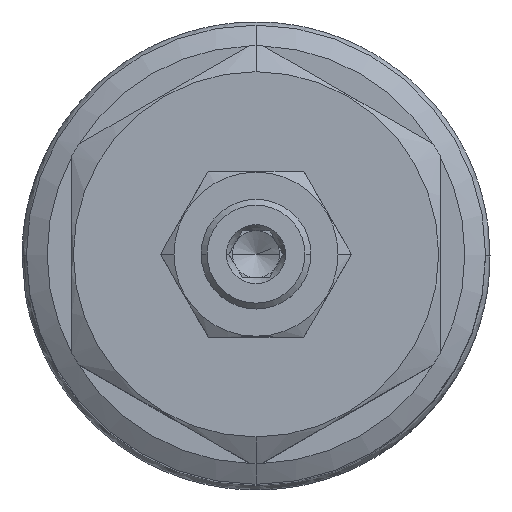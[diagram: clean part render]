
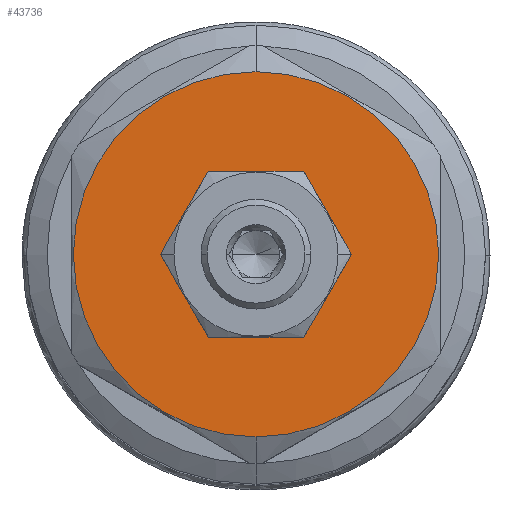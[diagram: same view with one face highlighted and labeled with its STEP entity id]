
A CAD part, top view. The second image highlights one B-rep face of the part: STEP entity #43736.
In plain terms, the highlighted planar face has unit normal (0, 0, 1).
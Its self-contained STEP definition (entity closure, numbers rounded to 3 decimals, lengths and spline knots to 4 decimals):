
#16146=CARTESIAN_POINT('',(0.,0.,5.9835));
#16147=DIRECTION('',(0.,0.,1.));
#16148=DIRECTION('',(0.,-1.,0.));
#16149=AXIS2_PLACEMENT_3D('',#16146,#16147,#16148);
#16151=CARTESIAN_POINT('',(0.,0.,5.9835));
#16152=DIRECTION('',(0.,0.,1.));
#16153=DIRECTION('',(0.,1.,0.));
#16154=AXIS2_PLACEMENT_3D('',#16151,#16152,#16153);
#16156=CARTESIAN_POINT('',(0.,0.,5.9835));
#16157=DIRECTION('',(0.,0.,1.));
#16158=DIRECTION('',(-0.869,0.495,0.));
#16159=AXIS2_PLACEMENT_3D('',#16156,#16157,#16158);
#16161=DIRECTION('',(0.5,-0.866,0.));
#16162=VECTOR('',#16161,0.004);
#16163=CARTESIAN_POINT('',(-0.2442,-0.1391,
5.9835));
#16164=LINE('',#16163,#16162);
#16165=CARTESIAN_POINT('',(0.,0.,5.9835));
#16166=DIRECTION('',(0.,0.,1.));
#16167=DIRECTION('',(-0.862,-0.507,0.));
#16168=AXIS2_PLACEMENT_3D('',#16165,#16166,#16167);
#16170=DIRECTION('',(1.,0.,0.));
#16171=VECTOR('',#16170,0.0033);
#16172=CARTESIAN_POINT('',(-0.0016,-0.281,
5.9835));
#16173=LINE('',#16172,#16171);
#16174=CARTESIAN_POINT('',(0.,0.,5.9835));
#16175=DIRECTION('',(0.,0.,1.));
#16176=DIRECTION('',(0.005,-1.,0.));
#16177=AXIS2_PLACEMENT_3D('',#16174,#16175,#16176);
#16179=DIRECTION('',(0.5,0.866,0.));
#16180=VECTOR('',#16179,0.0039);
#16181=CARTESIAN_POINT('',(0.2423,-0.1424,
5.9835));
#16182=LINE('',#16181,#16180);
#16183=CARTESIAN_POINT('',(0.,0.,5.9835));
#16184=DIRECTION('',(0.,0.,1.));
#16185=DIRECTION('',(0.869,-0.495,0.));
#16186=AXIS2_PLACEMENT_3D('',#16183,#16184,#16185);
#16188=DIRECTION('',(-0.5,0.866,0.));
#16189=VECTOR('',#16188,0.004);
#16190=CARTESIAN_POINT('',(0.2442,0.1391,
5.9835));
#16191=LINE('',#16190,#16189);
#16192=CARTESIAN_POINT('',(0.,0.,5.9835));
#16193=DIRECTION('',(0.,0.,1.));
#16194=DIRECTION('',(0.862,0.507,0.));
#16195=AXIS2_PLACEMENT_3D('',#16192,#16193,#16194);
#16197=DIRECTION('',(-1.,0.,0.));
#16198=VECTOR('',#16197,0.0033);
#16199=CARTESIAN_POINT('',(0.0016,0.281,
5.9835));
#16200=LINE('',#16199,#16198);
#16201=CARTESIAN_POINT('',(0.,0.,5.9835));
#16202=DIRECTION('',(0.,0.,1.));
#16203=DIRECTION('',(-0.005,1.,0.));
#16204=AXIS2_PLACEMENT_3D('',#16201,#16202,#16203);
#16206=DIRECTION('',(-0.5,-0.866,0.));
#16207=VECTOR('',#16206,0.0039);
#16208=CARTESIAN_POINT('',(-0.2423,0.1424,
5.9835));
#16209=LINE('',#16208,#16207);
#17658=CARTESIAN_POINT('',(0.,-0.62,5.9835));
#17659=CARTESIAN_POINT('',(0.,0.62,5.9835));
#17660=VERTEX_POINT('',#17658);
#17661=VERTEX_POINT('',#17659);
#17844=CARTESIAN_POINT('',(-0.2441,0.1392,5.9835));
#17845=CARTESIAN_POINT('',(-0.2441,-0.1393,5.9835));
#17846=VERTEX_POINT('',#17844);
#17847=VERTEX_POINT('',#17845);
#17848=CARTESIAN_POINT('',(-0.2422,-0.1424,5.9835));
#17849=CARTESIAN_POINT('',(-0.0014,-0.281,5.9835));
#17850=VERTEX_POINT('',#17848);
#17851=VERTEX_POINT('',#17849);
#17852=CARTESIAN_POINT('',(0.0015,-0.281,5.9835));
#17853=CARTESIAN_POINT('',(0.2423,-0.1422,5.9835));
#17854=VERTEX_POINT('',#17852);
#17855=VERTEX_POINT('',#17853);
#17856=CARTESIAN_POINT('',(0.2441,-0.1392,5.9835));
#17857=CARTESIAN_POINT('',(0.2441,0.1393,5.9835));
#17858=VERTEX_POINT('',#17856);
#17859=VERTEX_POINT('',#17857);
#17860=CARTESIAN_POINT('',(0.2422,0.1424,5.9835));
#17861=CARTESIAN_POINT('',(0.0014,0.281,5.9835));
#17862=VERTEX_POINT('',#17860);
#17863=VERTEX_POINT('',#17861);
#17864=CARTESIAN_POINT('',(-0.0015,0.281,5.9835));
#17865=CARTESIAN_POINT('',(-0.2423,0.1422,5.9835));
#17866=VERTEX_POINT('',#17864);
#17867=VERTEX_POINT('',#17865);
#43701=CARTESIAN_POINT('',(0.,0.,5.9835));
#43702=DIRECTION('',(0.,0.,1.));
#43703=DIRECTION('',(0.,1.,0.));
#43704=AXIS2_PLACEMENT_3D('',#43701,#43702,#43703);
#43705=PLANE('',#43704);
#43706=ORIENTED_EDGE('',*,*,#18122,.F.);
#43707=ORIENTED_EDGE('',*,*,#43692,.F.);
#43708=EDGE_LOOP('',(#43706,#43707));
#43709=FACE_OUTER_BOUND('',#43708,.F.);
#43711=ORIENTED_EDGE('',*,*,#43710,.T.);
#43713=ORIENTED_EDGE('',*,*,#43712,.T.);
#43715=ORIENTED_EDGE('',*,*,#43714,.T.);
#43717=ORIENTED_EDGE('',*,*,#43716,.T.);
#43719=ORIENTED_EDGE('',*,*,#43718,.T.);
#43721=ORIENTED_EDGE('',*,*,#43720,.T.);
#43723=ORIENTED_EDGE('',*,*,#43722,.T.);
#43725=ORIENTED_EDGE('',*,*,#43724,.T.);
#43727=ORIENTED_EDGE('',*,*,#43726,.T.);
#43729=ORIENTED_EDGE('',*,*,#43728,.T.);
#43731=ORIENTED_EDGE('',*,*,#43730,.T.);
#43733=ORIENTED_EDGE('',*,*,#43732,.T.);
#43734=EDGE_LOOP('',(#43711,#43713,#43715,#43717,#43719,#43721,#43723,#43725,
#43727,#43729,#43731,#43733));
#43735=FACE_BOUND('',#43734,.F.);
#43736=ADVANCED_FACE('',(#43709,#43735),#43705,.T.);
#16150=CIRCLE('',#16149,0.62);
#16155=CIRCLE('',#16154,0.62);
#16160=CIRCLE('',#16159,0.281);
#16169=CIRCLE('',#16168,0.281);
#16178=CIRCLE('',#16177,0.281);
#16187=CIRCLE('',#16186,0.281);
#16196=CIRCLE('',#16195,0.281);
#16205=CIRCLE('',#16204,0.281);
#18122=EDGE_CURVE('',#17660,#17661,#16150,.T.);
#43692=EDGE_CURVE('',#17661,#17660,#16155,.T.);
#43710=EDGE_CURVE('',#17846,#17847,#16160,.T.);
#43712=EDGE_CURVE('',#17847,#17850,#16164,.T.);
#43714=EDGE_CURVE('',#17850,#17851,#16169,.T.);
#43716=EDGE_CURVE('',#17851,#17854,#16173,.T.);
#43718=EDGE_CURVE('',#17854,#17855,#16178,.T.);
#43720=EDGE_CURVE('',#17855,#17858,#16182,.T.);
#43722=EDGE_CURVE('',#17858,#17859,#16187,.T.);
#43724=EDGE_CURVE('',#17859,#17862,#16191,.T.);
#43726=EDGE_CURVE('',#17862,#17863,#16196,.T.);
#43728=EDGE_CURVE('',#17863,#17866,#16200,.T.);
#43730=EDGE_CURVE('',#17866,#17867,#16205,.T.);
#43732=EDGE_CURVE('',#17867,#17846,#16209,.T.);
